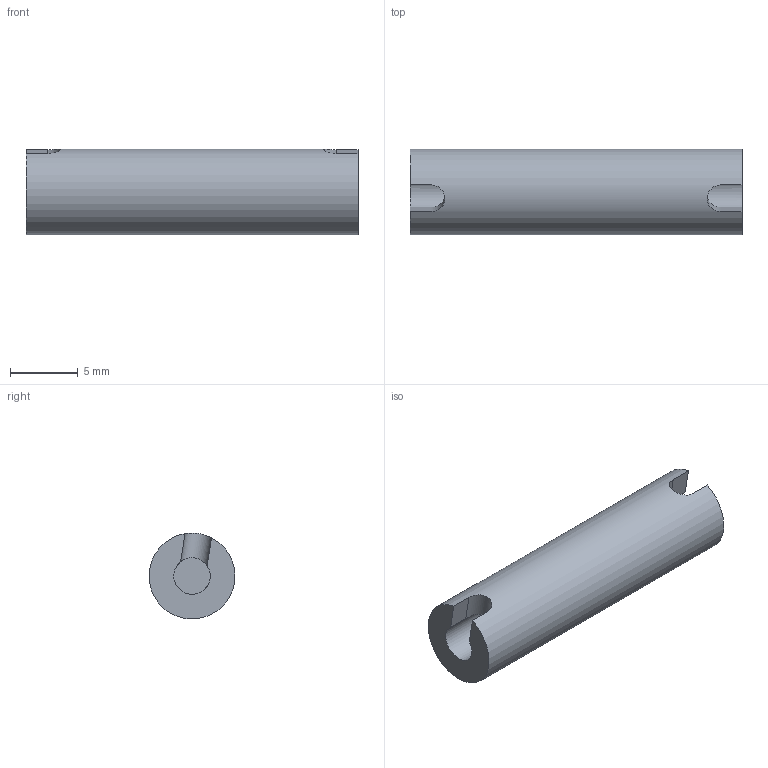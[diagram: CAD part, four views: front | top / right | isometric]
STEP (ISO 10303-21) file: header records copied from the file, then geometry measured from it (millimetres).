
FILE_DESCRIPTION(/* description */ ('STEP AP214'),/* implementation_level */ '2;1');
FILE_NAME(/* name */ '62525c7fecdeb77adb8bb3a6',/* time_stamp */ '2022-04-10T04:26:39+00:00',/* author */ (''),/* organization */ (''),/* preprocessor_version */ 'ST-DEVELOPER v18.101',/* originating_system */ ' ',/* authorisation */ ' ');
FILE_SCHEMA (('AUTOMOTIVE_DESIGN {1 0 10303 214 3 1 1}'));
Length unit declared in the file: metre
Products named in the file (1): Hinge
Bounding box: 24.53 x 6.34 x 6.34 mm (x, y, z)
Volume: 658.8 mm3; surface area: 699.1 mm2
Topology: 1 solids, 1 shells, 13 faces, 35 edges, 24 vertices
Faces by surface type: plane 8, cylinder 5
Full cylindrical faces by diameter (mm): 2.705 x2, 6.35 x1
Entity records: 424 total; most frequent: CARTESIAN_POINT 98, ORIENTED_EDGE 60, DIRECTION 56, EDGE_CURVE 30, VERTEX_POINT 22, AXIS2_PLACEMENT_3D 20, LINE 16, VECTOR 16
